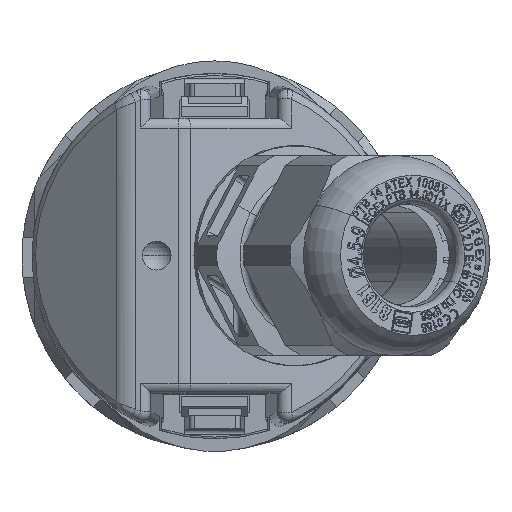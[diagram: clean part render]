
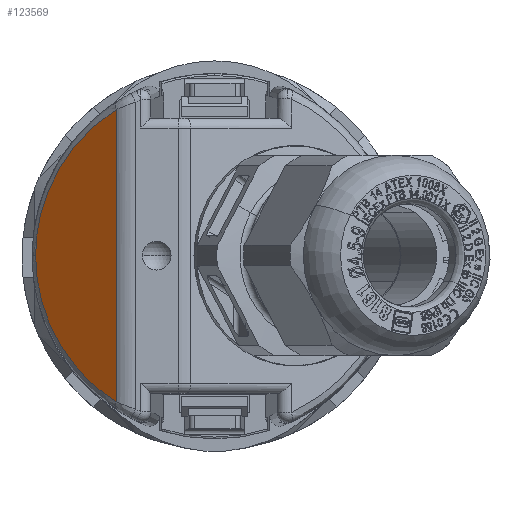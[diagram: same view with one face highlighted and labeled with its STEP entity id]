
A CAD part, top view. The second image highlights one B-rep face of the part: STEP entity #123569.
In plain terms, the highlighted face is planar.
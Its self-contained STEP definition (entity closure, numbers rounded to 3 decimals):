
#4066 = VERTEX_POINT ( 'NONE', #169923 ) ;
#20744 = CARTESIAN_POINT ( 'NONE',  ( 0., 17.893, 42.538 ) ) ;
#21041 = VERTEX_POINT ( 'NONE', #85936 ) ;
#21080 = PLANE ( 'NONE',  #45178 ) ;
#21656 = CARTESIAN_POINT ( 'NONE',  ( -23., 22.5, 38.672 ) ) ;
#26937 = CARTESIAN_POINT ( 'NONE',  ( 14.596, 9.836, 49.298 ) ) ;
#34741 =( BOUNDED_CURVE ( )  B_SPLINE_CURVE ( 3, ( #20744, #73369, #127131, #59926 ),
 .UNSPECIFIED., .F., .F. ) 
 B_SPLINE_CURVE_WITH_KNOTS ( ( 4, 4 ),
 ( 0., 1.009 ),
 .UNSPECIFIED. ) 
 CURVE ( )  GEOMETRIC_REPRESENTATION_ITEM ( )  RATIONAL_B_SPLINE_CURVE ( ( 1., 0.917, 0.917, 1. ) ) 
 REPRESENTATION_ITEM ( '' )  );
#45178 = AXIS2_PLACEMENT_3D ( 'NONE', #21656, #100669, #167199 ) ;
#47703 = EDGE_CURVE ( 'NONE', #21041, #70087, #81195, .T. ) ;
#48277 = CARTESIAN_POINT ( 'NONE',  ( 15.876, 9.836, 49.298 ) ) ;
#59926 = CARTESIAN_POINT ( 'NONE',  ( -14.596, 9.836, 49.298 ) ) ;
#65500 = CARTESIAN_POINT ( 'NONE',  ( 0., 17.893, 42.538 ) ) ;
#70087 = VERTEX_POINT ( 'NONE', #65500 ) ;
#73369 = CARTESIAN_POINT ( 'NONE',  ( -6.06, 17.893, 42.538 ) ) ;
#74567 = DIRECTION ( 'NONE',  ( 1., 0., 0. ) ) ;
#81195 =( BOUNDED_CURVE ( )  B_SPLINE_CURVE ( 3, ( #26937, #131603, #145587, #93013 ),
 .UNSPECIFIED., .F., .F. ) 
 B_SPLINE_CURVE_WITH_KNOTS ( ( 4, 4 ),
 ( 5.274, 6.283 ),
 .UNSPECIFIED. ) 
 CURVE ( )  GEOMETRIC_REPRESENTATION_ITEM ( )  RATIONAL_B_SPLINE_CURVE ( ( 1., 0.917, 0.917, 1. ) ) 
 REPRESENTATION_ITEM ( '' )  );
#85936 = CARTESIAN_POINT ( 'NONE',  ( 14.596, 9.836, 49.298 ) ) ;
#93013 = CARTESIAN_POINT ( 'NONE',  ( 0., 17.893, 42.538 ) ) ;
#96426 = EDGE_CURVE ( 'NONE', #70087, #4066, #34741, .T. ) ;
#98123 = ORIENTED_EDGE ( 'NONE', *, *, #143328, .T. ) ;
#100669 = DIRECTION ( 'NONE',  ( 0., -0.643, -0.766 ) ) ;
#117333 = EDGE_LOOP ( 'NONE', ( #98123, #167881, #144773 ) ) ;
#123569 = ADVANCED_FACE ( 'NONE', ( #144978 ), #21080, .F. ) ;
#127131 = CARTESIAN_POINT ( 'NONE',  ( -11.366, 14.964, 44.995 ) ) ;
#131603 = CARTESIAN_POINT ( 'NONE',  ( 11.366, 14.964, 44.995 ) ) ;
#143328 = EDGE_CURVE ( 'NONE', #4066, #21041, #159165, .T. ) ;
#144773 = ORIENTED_EDGE ( 'NONE', *, *, #96426, .T. ) ;
#144978 = FACE_OUTER_BOUND ( 'NONE', #117333, .T. ) ;
#145587 = CARTESIAN_POINT ( 'NONE',  ( 6.06, 17.893, 42.538 ) ) ;
#148758 = VECTOR ( 'NONE', #74567, 1000. ) ;
#159165 = LINE ( 'NONE', #48277, #148758 ) ;
#167199 = DIRECTION ( 'NONE',  ( 0., 0.766, -0.643 ) ) ;
#167881 = ORIENTED_EDGE ( 'NONE', *, *, #47703, .T. ) ;
#169923 = CARTESIAN_POINT ( 'NONE',  ( -14.596, 9.836, 49.298 ) ) ;
